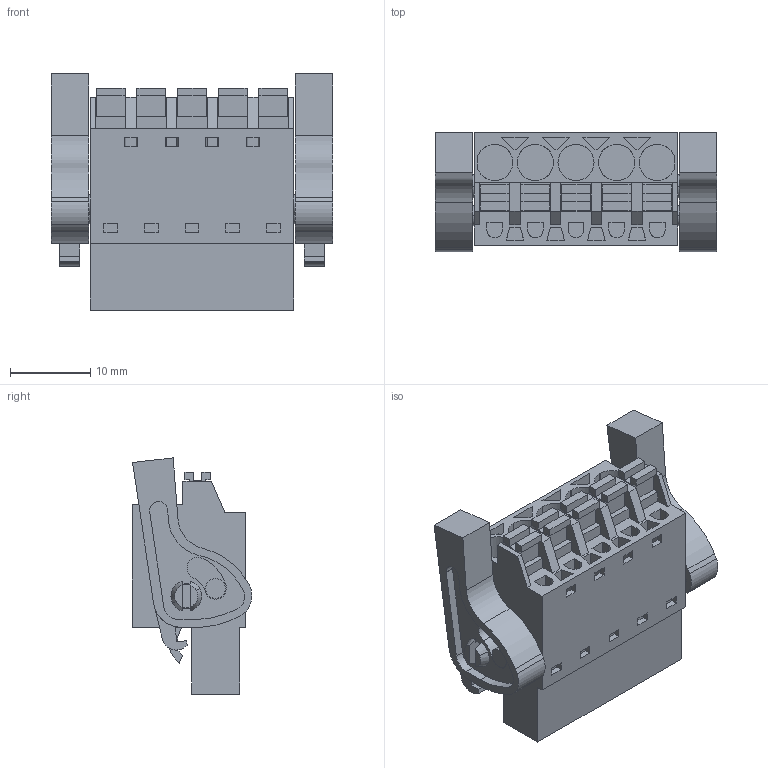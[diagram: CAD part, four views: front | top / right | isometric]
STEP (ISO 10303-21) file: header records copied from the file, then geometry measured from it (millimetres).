
FILE_DESCRIPTION(('CATIA V5 STEP Exchange','CAx-IF Rec.Pracs.--- Model Styling and Organization---1.2---2011-12-15'),'2;1');
FILE_NAME ('D1446623_0_1014410000_1014410000.stp','2017-04-29T06:09:35+00:00',('none'),('Weidmueller'),'CATIA Version 5-6 Release 2014','CATIA V5 STEP AP214','none');
FILE_SCHEMA(('AUTOMOTIVE_DESIGN { 1 0 10303 214 1 1 1 1 }'));
Length unit declared in the file: millimetre
Products named in the file (1): 1014410000
Bounding box: 35.22 x 14.96 x 29.52 mm (x, y, z)
Volume: 7215.3 mm3; surface area: 6022.9 mm2
Topology: 8 solids, 8 shells, 489 faces, 1364 edges, 936 vertices
Faces by surface type: plane 380, cylinder 100, cone 8, extrusion 1
Entity records: 15695 total; most frequent: CARTESIAN_POINT 3015, ORIENTED_EDGE 2728, DIRECTION 2064, EDGE_CURVE 1364, VECTOR 1127, LINE 1126, VERTEX_POINT 936, AXIS2_PLACEMENT_3D 563
